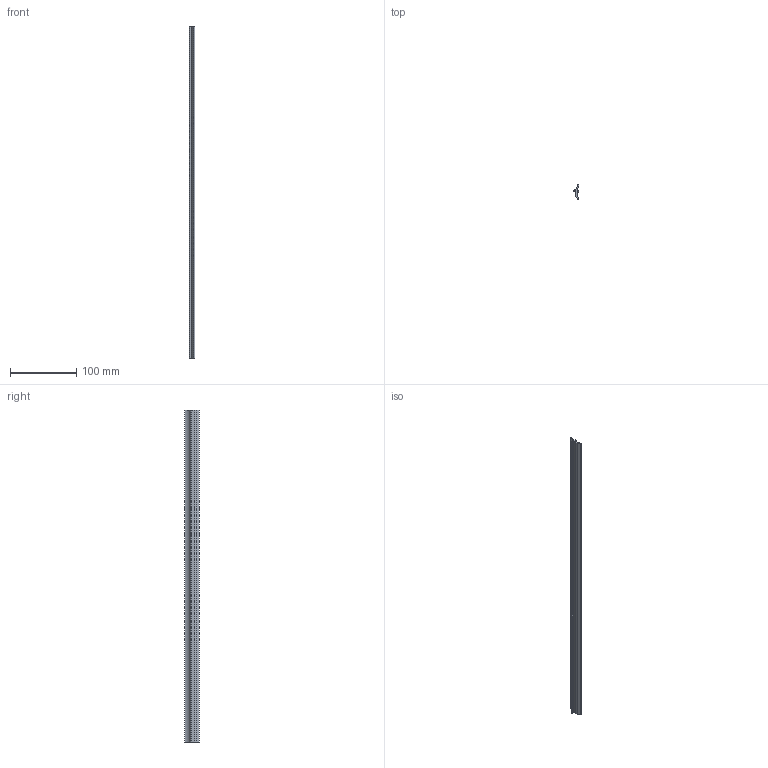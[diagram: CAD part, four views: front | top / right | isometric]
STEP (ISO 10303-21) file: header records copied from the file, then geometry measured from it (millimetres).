
FILE_DESCRIPTION (( 'STEP AP214' ), '1' );
FILE_NAME ('7228030', '2019-02-04T09:42:43', ( '' ), ('JUGARD+KÜNSTNER GmbH'), 'SwSTEP 2.0', 'SolidWorks 2017', '' );
FILE_SCHEMA (( 'AUTOMOTIVE_DESIGN' ));
Length unit declared in the file: millimetre
Products named in the file (1): 7228030_CNAJF00
Bounding box: 7.82 x 21.59 x 500 mm (x, y, z)
Volume: 27337.8 mm3; surface area: 30020.5 mm2
Topology: 1 solids, 1 shells, 22 faces, 60 edges, 40 vertices
Faces by surface type: cylinder 11, plane 11
Entity records: 740 total; most frequent: DIRECTION 128, CARTESIAN_POINT 123, ORIENTED_EDGE 120, EDGE_CURVE 60, AXIS2_PLACEMENT_3D 45, VERTEX_POINT 40, LINE 38, VECTOR 38
